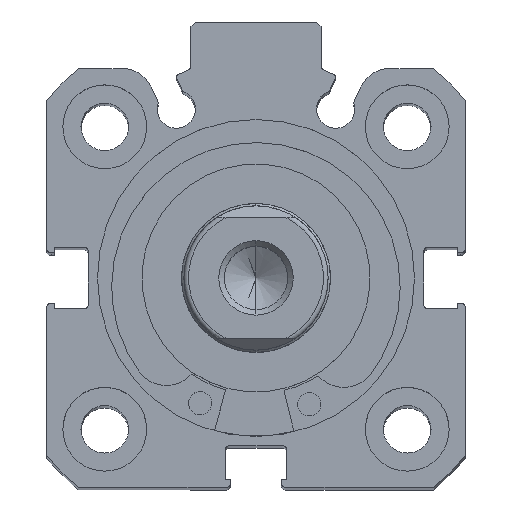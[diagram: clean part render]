
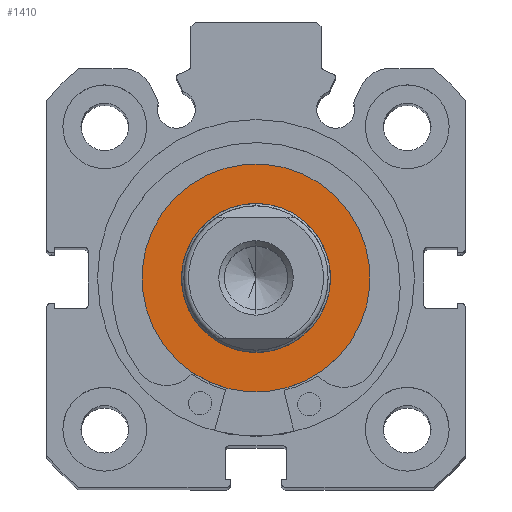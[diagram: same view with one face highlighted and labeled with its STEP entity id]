
A CAD part, top view. The second image highlights one B-rep face of the part: STEP entity #1410.
In plain terms, the highlighted face is planar.
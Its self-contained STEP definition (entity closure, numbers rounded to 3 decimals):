
#261 = DIRECTION ( 'NONE',  ( 0., 0., -1. ) ) ;
#262 = DIRECTION ( 'NONE',  ( 1., 0., 0. ) ) ;
#263 = PLANE ( 'NONE',  #6512 ) ;
#264 = CARTESIAN_POINT ( 'NONE',  ( 0., 12.25, 0. ) ) ;
#466 = EDGE_LOOP ( 'NONE', ( #581, #580 ) ) ;
#468 = EDGE_LOOP ( 'NONE', ( #584, #582 ) ) ;
#580 = ORIENTED_EDGE ( 'NONE', *, *, #1168, .T. ) ;
#581 = ORIENTED_EDGE ( 'NONE', *, *, #1196, .T. ) ;
#582 = ORIENTED_EDGE ( 'NONE', *, *, #1214, .F. ) ;
#584 = ORIENTED_EDGE ( 'NONE', *, *, #1171, .F. ) ;
#1076 = VERTEX_POINT ( 'NONE', #4462 ) ;
#1077 = VERTEX_POINT ( 'NONE', #4455 ) ;
#1110 = VERTEX_POINT ( 'NONE', #4866 ) ;
#1111 = VERTEX_POINT ( 'NONE', #4865 ) ;
#1168 = EDGE_CURVE ( 'NONE', #1077, #1076, #5122, .T. ) ;
#1171 = EDGE_CURVE ( 'NONE', #1111, #1110, #5126, .T. ) ;
#1196 = EDGE_CURVE ( 'NONE', #1076, #1077, #5158, .T. ) ;
#1214 = EDGE_CURVE ( 'NONE', #1110, #1111, #5186, .T. ) ;
#1410 = ADVANCED_FACE ( 'NONE', ( #5417, #5423 ), #263, .F. ) ;
#4455 = CARTESIAN_POINT ( 'NONE',  ( 0., 0., -12.25 ) ) ;
#4462 = CARTESIAN_POINT ( 'NONE',  ( 0., 0., 12.25 ) ) ;
#4645 = DIRECTION ( 'NONE',  ( 0., 0., 1. ) ) ;
#4646 = DIRECTION ( 'NONE',  ( -1., 0., 0. ) ) ;
#4647 = CARTESIAN_POINT ( 'NONE',  ( 0., 0., 0. ) ) ;
#4701 = DIRECTION ( 'NONE',  ( 0., 0., 1. ) ) ;
#4702 = DIRECTION ( 'NONE',  ( -1., 0., 0. ) ) ;
#4704 = CARTESIAN_POINT ( 'NONE',  ( 0., 0., 0. ) ) ;
#4781 = DIRECTION ( 'NONE',  ( 0., 0., 1. ) ) ;
#4782 = DIRECTION ( 'NONE',  ( -1., 0., 0. ) ) ;
#4783 = CARTESIAN_POINT ( 'NONE',  ( 0., 0., 0. ) ) ;
#4789 = DIRECTION ( 'NONE',  ( 0., 0., 1. ) ) ;
#4790 = DIRECTION ( 'NONE',  ( -1., 0., 0. ) ) ;
#4791 = CARTESIAN_POINT ( 'NONE',  ( 0., 0., 0. ) ) ;
#4865 = CARTESIAN_POINT ( 'NONE',  ( 0., 0., 8. ) ) ;
#4866 = CARTESIAN_POINT ( 'NONE',  ( 0., 0., -8. ) ) ;
#5122 = CIRCLE ( 'NONE', #6377, 12.25 ) ;
#5126 = CIRCLE ( 'NONE', #6376, 8. ) ;
#5158 = CIRCLE ( 'NONE', #6386, 12.25 ) ;
#5186 = CIRCLE ( 'NONE', #6395, 8. ) ;
#5417 = FACE_BOUND ( 'NONE', #468, .T. ) ;
#5423 = FACE_OUTER_BOUND ( 'NONE', #466, .T. ) ;
#6376 = AXIS2_PLACEMENT_3D ( 'NONE', #4783, #4782, #4781 ) ;
#6377 = AXIS2_PLACEMENT_3D ( 'NONE', #4791, #4790, #4789 ) ;
#6386 = AXIS2_PLACEMENT_3D ( 'NONE', #4704, #4702, #4701 ) ;
#6395 = AXIS2_PLACEMENT_3D ( 'NONE', #4647, #4646, #4645 ) ;
#6512 = AXIS2_PLACEMENT_3D ( 'NONE', #264, #262, #261 ) ;
